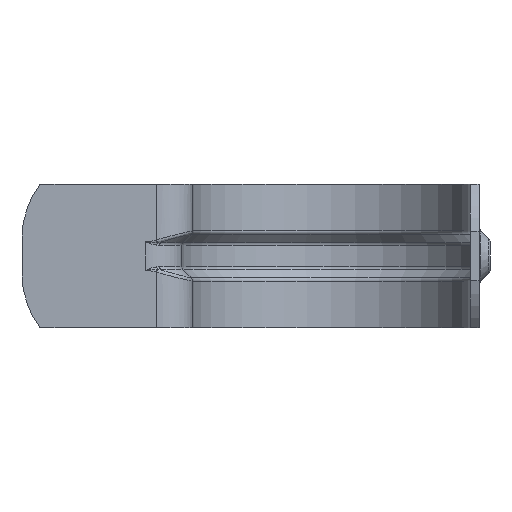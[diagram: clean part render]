
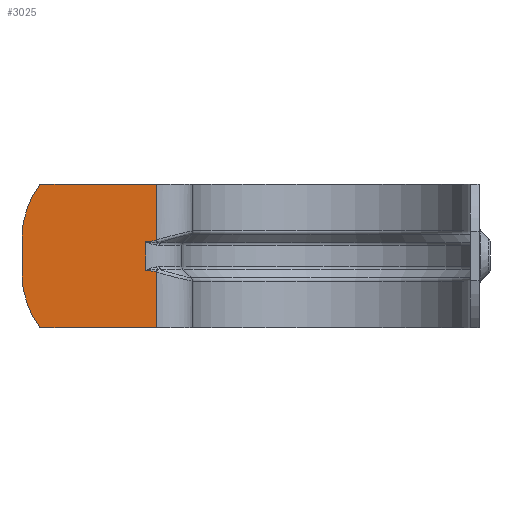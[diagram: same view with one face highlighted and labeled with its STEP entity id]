
A CAD part, front view. The second image highlights one B-rep face of the part: STEP entity #3025.
In plain terms, the highlighted planar face has unit normal (0, -1, 0).
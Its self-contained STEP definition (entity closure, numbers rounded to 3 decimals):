
#33=PLANE('',#3277);
#128=B_SPLINE_CURVE_WITH_KNOTS('',3,(#4327,#4328,#4329,#4330),
 .UNSPECIFIED.,.F.,.F.,(4,4),(-1.34,-1.217),
 .UNSPECIFIED.);
#135=B_SPLINE_CURVE_WITH_KNOTS('',3,(#4526,#4527,#4528,#4529),
 .UNSPECIFIED.,.F.,.F.,(4,4),(-0.122,0.),.UNSPECIFIED.);
#323=LINE('',#4295,#541);
#350=LINE('',#4560,#568);
#351=LINE('',#4563,#569);
#352=LINE('',#4567,#570);
#353=LINE('',#4571,#571);
#354=LINE('',#4574,#572);
#541=VECTOR('',#3525,10.);
#568=VECTOR('',#3650,10.);
#569=VECTOR('',#3653,10.);
#570=VECTOR('',#3658,10.);
#571=VECTOR('',#3661,10.);
#572=VECTOR('',#3664,10.);
#804=FACE_OUTER_BOUND('',#991,.T.);
#991=EDGE_LOOP('',(#2207,#2208,#2209,#2210,#2211,#2212,#2213,#2214,#2215,
#2216));
#1187=CIRCLE('',#3278,10.);
#1188=CIRCLE('',#3279,10.);
#1281=VERTEX_POINT('',#4226);
#1292=VERTEX_POINT('',#4294);
#1295=VERTEX_POINT('',#4325);
#1314=VERTEX_POINT('',#4498);
#1321=VERTEX_POINT('',#4558);
#1322=VERTEX_POINT('',#4562);
#1323=VERTEX_POINT('',#4566);
#1324=VERTEX_POINT('',#4568);
#1325=VERTEX_POINT('',#4570);
#1326=VERTEX_POINT('',#4572);
#1593=EDGE_CURVE('',#1281,#1292,#323,.T.);
#1598=EDGE_CURVE('',#1295,#1281,#128,.T.);
#1639=EDGE_CURVE('',#1292,#1314,#135,.T.);
#1654=EDGE_CURVE('',#1295,#1321,#350,.T.);
#1655=EDGE_CURVE('',#1322,#1314,#351,.T.);
#1657=EDGE_CURVE('',#1323,#1321,#352,.T.);
#1658=EDGE_CURVE('',#1323,#1324,#1187,.T.);
#1659=EDGE_CURVE('',#1325,#1324,#353,.T.);
#1660=EDGE_CURVE('',#1325,#1326,#1188,.T.);
#1661=EDGE_CURVE('',#1322,#1326,#354,.T.);
#2207=ORIENTED_EDGE('',*,*,#1598,.F.);
#2208=ORIENTED_EDGE('',*,*,#1654,.T.);
#2209=ORIENTED_EDGE('',*,*,#1657,.F.);
#2210=ORIENTED_EDGE('',*,*,#1658,.T.);
#2211=ORIENTED_EDGE('',*,*,#1659,.F.);
#2212=ORIENTED_EDGE('',*,*,#1660,.T.);
#2213=ORIENTED_EDGE('',*,*,#1661,.F.);
#2214=ORIENTED_EDGE('',*,*,#1655,.T.);
#2215=ORIENTED_EDGE('',*,*,#1639,.F.);
#2216=ORIENTED_EDGE('',*,*,#1593,.F.);
#3025=ADVANCED_FACE('',(#804),#33,.T.);
#3277=AXIS2_PLACEMENT_3D('',#4565,#3656,#3657);
#3278=AXIS2_PLACEMENT_3D('',#4569,#3659,#3660);
#3279=AXIS2_PLACEMENT_3D('',#4573,#3662,#3663);
#3525=DIRECTION('',(0.,0.,-1.));
#3650=DIRECTION('',(0.,0.,1.));
#3653=DIRECTION('',(0.,0.,1.));
#3656=DIRECTION('center_axis',(0.,-1.,0.));
#3657=DIRECTION('ref_axis',(1.,0.,0.));
#3658=DIRECTION('',(1.,0.,0.));
#3659=DIRECTION('center_axis',(0.,-1.,0.));
#3660=DIRECTION('ref_axis',(1.,0.,0.));
#3661=DIRECTION('',(0.,0.,1.));
#3662=DIRECTION('center_axis',(0.,-1.,0.));
#3663=DIRECTION('ref_axis',(0.8,0.,0.6));
#3664=DIRECTION('',(-1.,0.,0.));
#4226=CARTESIAN_POINT('',(-20.7,-15.5,1.607));
#4294=CARTESIAN_POINT('',(-20.7,-15.5,-1.607));
#4295=CARTESIAN_POINT('',(-20.7,-15.5,0.));
#4325=CARTESIAN_POINT('',(-19.5,-15.5,1.807));
#4327=CARTESIAN_POINT('Ctrl Pts',(-19.5,-15.5,1.807));
#4328=CARTESIAN_POINT('Ctrl Pts',(-19.887,-15.5,1.681));
#4329=CARTESIAN_POINT('Ctrl Pts',(-20.293,-15.5,1.607));
#4330=CARTESIAN_POINT('Ctrl Pts',(-20.7,-15.5,1.607));
#4498=CARTESIAN_POINT('',(-19.5,-15.5,-1.807));
#4526=CARTESIAN_POINT('Ctrl Pts',(-20.7,-15.5,-1.607));
#4527=CARTESIAN_POINT('Ctrl Pts',(-20.293,-15.5,-1.607));
#4528=CARTESIAN_POINT('Ctrl Pts',(-19.887,-15.5,-1.681));
#4529=CARTESIAN_POINT('Ctrl Pts',(-19.5,-15.5,-1.807));
#4558=CARTESIAN_POINT('',(-19.5,-15.5,8.));
#4560=CARTESIAN_POINT('',(-19.5,-15.5,0.));
#4562=CARTESIAN_POINT('',(-19.5,-15.5,-8.));
#4563=CARTESIAN_POINT('',(-19.5,-15.5,0.));
#4565=CARTESIAN_POINT('Origin',(-34.5,-15.5,0.));
#4566=CARTESIAN_POINT('',(-32.5,-15.5,8.));
#4567=CARTESIAN_POINT('',(-34.5,-15.5,8.));
#4568=CARTESIAN_POINT('',(-34.5,-15.5,2.));
#4569=CARTESIAN_POINT('Origin',(-24.5,-15.5,2.));
#4570=CARTESIAN_POINT('',(-34.5,-15.5,-2.));
#4571=CARTESIAN_POINT('',(-34.5,-15.5,0.));
#4572=CARTESIAN_POINT('',(-32.5,-15.5,-8.));
#4573=CARTESIAN_POINT('Origin',(-24.5,-15.5,-2.));
#4574=CARTESIAN_POINT('',(-34.5,-15.5,-8.));
